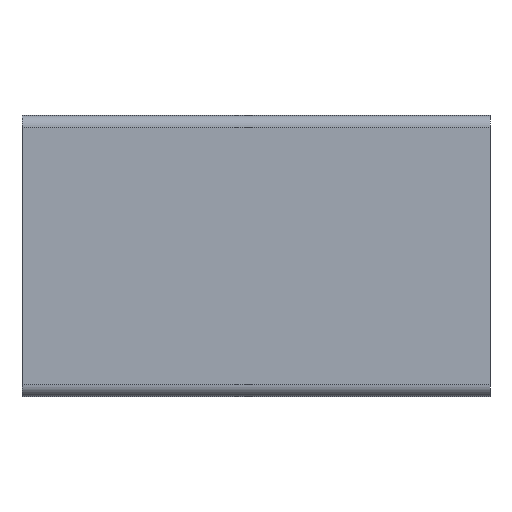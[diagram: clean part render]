
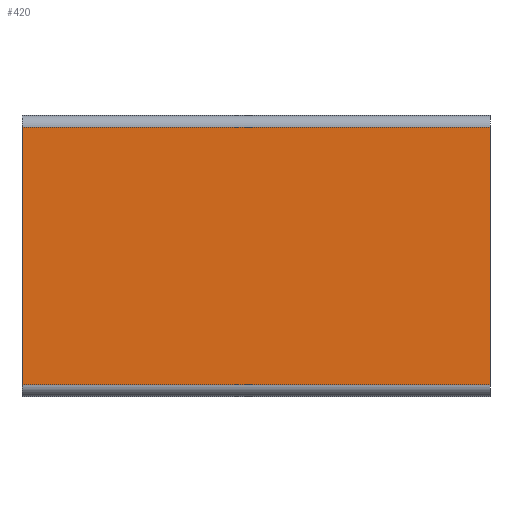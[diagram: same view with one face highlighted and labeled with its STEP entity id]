
A CAD part, top view. The second image highlights one B-rep face of the part: STEP entity #420.
In plain terms, the highlighted planar face has unit normal (0, 0, 1).
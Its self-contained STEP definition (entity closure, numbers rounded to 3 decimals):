
#44=FACE_OUTER_BOUND('',#66,.T.);
#66=EDGE_LOOP('',(#317,#318,#319,#320));
#105=LINE('',#669,#153);
#107=LINE('',#675,#155);
#108=LINE('',#677,#156);
#109=LINE('',#678,#157);
#153=VECTOR('',#541,10.);
#155=VECTOR('',#547,10.);
#156=VECTOR('',#548,10.);
#157=VECTOR('',#549,10.);
#198=VERTEX_POINT('',#666);
#199=VERTEX_POINT('',#668);
#201=VERTEX_POINT('',#674);
#202=VERTEX_POINT('',#676);
#246=EDGE_CURVE('',#198,#199,#105,.T.);
#249=EDGE_CURVE('',#198,#201,#107,.T.);
#250=EDGE_CURVE('',#202,#201,#108,.T.);
#251=EDGE_CURVE('',#202,#199,#109,.T.);
#317=ORIENTED_EDGE('',*,*,#246,.F.);
#318=ORIENTED_EDGE('',*,*,#249,.T.);
#319=ORIENTED_EDGE('',*,*,#250,.F.);
#320=ORIENTED_EDGE('',*,*,#251,.T.);
#401=PLANE('',#462);
#420=ADVANCED_FACE('',(#44),#401,.T.);
#462=AXIS2_PLACEMENT_3D('',#673,#545,#546);
#541=DIRECTION('',(-1.,0.,0.));
#545=DIRECTION('center_axis',(0.,0.,1.));
#546=DIRECTION('ref_axis',(1.,0.,0.));
#547=DIRECTION('',(0.,1.,0.));
#548=DIRECTION('',(1.,0.,0.));
#549=DIRECTION('',(0.,-1.,0.));
#666=CARTESIAN_POINT('',(100.,-55.,0.));
#668=CARTESIAN_POINT('',(-100.,-55.,0.));
#669=CARTESIAN_POINT('',(50.,-55.,0.));
#673=CARTESIAN_POINT('Origin',(0.,0.,
0.));
#674=CARTESIAN_POINT('',(100.,55.,0.));
#675=CARTESIAN_POINT('',(100.,-60.,0.));
#676=CARTESIAN_POINT('',(-100.,55.,0.));
#677=CARTESIAN_POINT('',(-50.,55.,0.));
#678=CARTESIAN_POINT('',(-100.,60.,0.));
